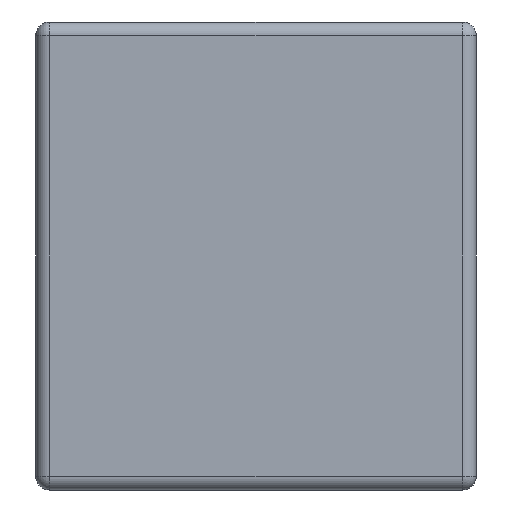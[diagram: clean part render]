
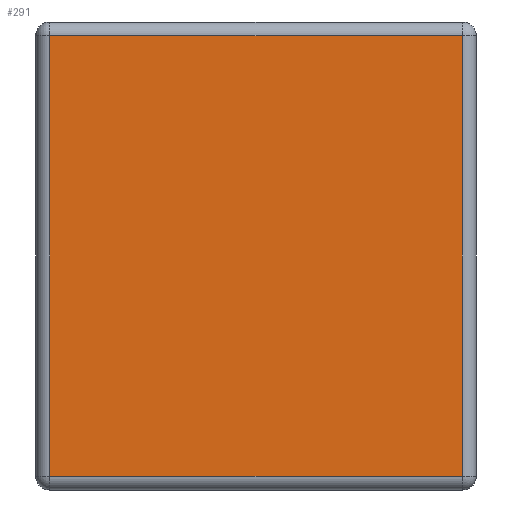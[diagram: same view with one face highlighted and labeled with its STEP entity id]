
A CAD part, left-side view. The second image highlights one B-rep face of the part: STEP entity #291.
In plain terms, the highlighted planar face has unit normal (-1, 0, 0).
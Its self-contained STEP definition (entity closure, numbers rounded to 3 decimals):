
#145 = CARTESIAN_POINT ( 'NONE',  ( -1.6, 0., 1.65 ) ) ;
#258 = VECTOR ( 'NONE', #1885, 1000. ) ;
#291 = ADVANCED_FACE ( 'NONE', ( #2044 ), #3003, .T. ) ;
#371 = LINE ( 'NONE', #2074, #1992 ) ;
#460 = EDGE_CURVE ( 'NONE', #640, #3031, #3055, .T. ) ;
#609 = CARTESIAN_POINT ( 'NONE',  ( -1.6, 0., 1.7 ) ) ;
#635 = LINE ( 'NONE', #3084, #258 ) ;
#640 = VERTEX_POINT ( 'NONE', #1895 ) ;
#786 = ORIENTED_EDGE ( 'NONE', *, *, #1520, .T. ) ;
#827 = EDGE_LOOP ( 'NONE', ( #2875, #2197, #1915, #786 ) ) ;
#846 = EDGE_CURVE ( 'NONE', #1503, #1281, #635, .T. ) ;
#891 = VECTOR ( 'NONE', #2086, 1000. ) ;
#1201 = CARTESIAN_POINT ( 'NONE',  ( -1.6, 0.75, 1.65 ) ) ;
#1224 = EDGE_CURVE ( 'NONE', #3031, #1503, #371, .T. ) ;
#1281 = VERTEX_POINT ( 'NONE', #2125 ) ;
#1367 = CARTESIAN_POINT ( 'NONE',  ( -1.6, -0.75, 1.7 ) ) ;
#1395 = DIRECTION ( 'NONE',  ( 0., 0., 1. ) ) ;
#1425 = LINE ( 'NONE', #1367, #2254 ) ;
#1503 = VERTEX_POINT ( 'NONE', #2363 ) ;
#1520 = EDGE_CURVE ( 'NONE', #1281, #640, #1425, .T. ) ;
#1885 = DIRECTION ( 'NONE',  ( 0., -1., 0. ) ) ;
#1895 = CARTESIAN_POINT ( 'NONE',  ( -1.6, -0.75, 1.65 ) ) ;
#1915 = ORIENTED_EDGE ( 'NONE', *, *, #846, .T. ) ;
#1992 = VECTOR ( 'NONE', #2150, 1000. ) ;
#2044 = FACE_OUTER_BOUND ( 'NONE', #827, .T. ) ;
#2074 = CARTESIAN_POINT ( 'NONE',  ( -1.6, 0.75, 0. ) ) ;
#2078 = DIRECTION ( 'NONE',  ( 0., 0., 1. ) ) ;
#2086 = DIRECTION ( 'NONE',  ( 0., 1., 0. ) ) ;
#2125 = CARTESIAN_POINT ( 'NONE',  ( -1.6, -0.75, 0.05 ) ) ;
#2150 = DIRECTION ( 'NONE',  ( 0., 0., -1. ) ) ;
#2197 = ORIENTED_EDGE ( 'NONE', *, *, #1224, .T. ) ;
#2254 = VECTOR ( 'NONE', #1395, 1000. ) ;
#2315 = DIRECTION ( 'NONE',  ( -1., 0., 0. ) ) ;
#2363 = CARTESIAN_POINT ( 'NONE',  ( -1.6, 0.75, 0.05 ) ) ;
#2632 = AXIS2_PLACEMENT_3D ( 'NONE', #609, #2315, #2078 ) ;
#2875 = ORIENTED_EDGE ( 'NONE', *, *, #460, .T. ) ;
#3003 = PLANE ( 'NONE',  #2632 ) ;
#3031 = VERTEX_POINT ( 'NONE', #1201 ) ;
#3055 = LINE ( 'NONE', #145, #891 ) ;
#3084 = CARTESIAN_POINT ( 'NONE',  ( -1.6, -0.8, 0.05 ) ) ;
